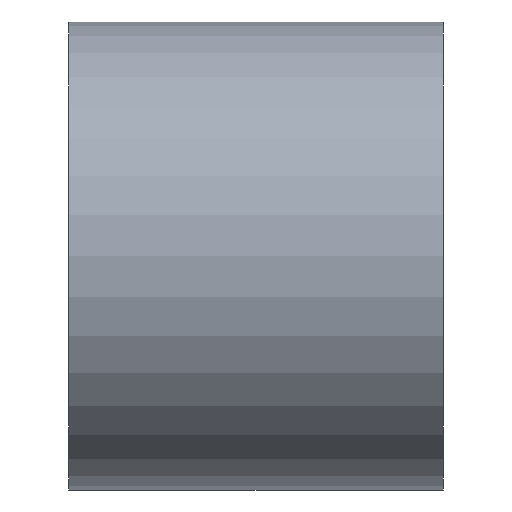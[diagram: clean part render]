
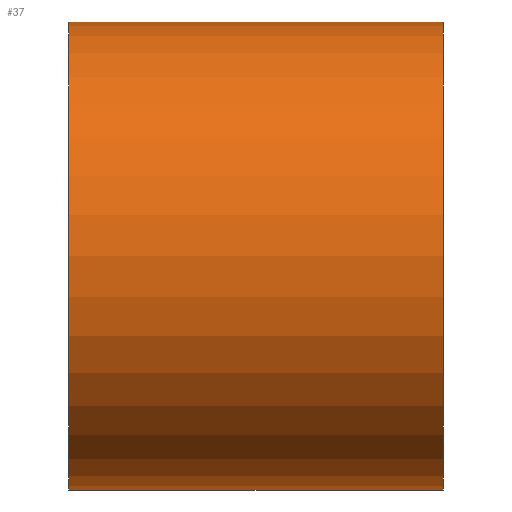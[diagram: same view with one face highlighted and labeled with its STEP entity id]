
A CAD part, front view. The second image highlights one B-rep face of the part: STEP entity #37.
In plain terms, the highlighted cylindrical face has radius 3.969 mm (diameter 7.938 mm), a partial arc.
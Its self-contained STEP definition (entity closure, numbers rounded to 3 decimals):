
#11 = FACE_OUTER_BOUND ( 'NONE', #66, .T. ) ;
#37 = ADVANCED_FACE ( 'NONE', ( #11 ), #212, .T. ) ;
#38 = CARTESIAN_POINT ( 'NONE',  ( 6.35, 0., -3.969 ) ) ;
#66 = EDGE_LOOP ( 'NONE', ( #103, #177, #72, #115 ) ) ;
#72 = ORIENTED_EDGE ( 'NONE', *, *, #182, .T. ) ;
#76 = DIRECTION ( 'NONE',  ( -1., 0., 0. ) ) ;
#77 = AXIS2_PLACEMENT_3D ( 'NONE', #214, #131, #129 ) ;
#80 = EDGE_CURVE ( 'NONE', #122, #154, #135, .T. ) ;
#90 = DIRECTION ( 'NONE',  ( -1., 0., 0. ) ) ;
#103 = ORIENTED_EDGE ( 'NONE', *, *, #171, .F. ) ;
#115 = ORIENTED_EDGE ( 'NONE', *, *, #80, .T. ) ;
#117 = VERTEX_POINT ( 'NONE', #183 ) ;
#122 = VERTEX_POINT ( 'NONE', #172 ) ;
#126 = CARTESIAN_POINT ( 'NONE',  ( 6.35, 0., 3.969 ) ) ;
#127 = LINE ( 'NONE', #38, #201 ) ;
#129 = DIRECTION ( 'NONE',  ( 0., 0., -1. ) ) ;
#131 = DIRECTION ( 'NONE',  ( 1., 0., 0. ) ) ;
#135 = CIRCLE ( 'NONE', #148, 3.969 ) ;
#136 = AXIS2_PLACEMENT_3D ( 'NONE', #158, #90, #170 ) ;
#142 = VERTEX_POINT ( 'NONE', #126 ) ;
#148 = AXIS2_PLACEMENT_3D ( 'NONE', #207, #206, #199 ) ;
#154 = VERTEX_POINT ( 'NONE', #210 ) ;
#158 = CARTESIAN_POINT ( 'NONE',  ( 6.35, 0., 0. ) ) ;
#168 = CIRCLE ( 'NONE', #77, 3.969 ) ;
#170 = DIRECTION ( 'NONE',  ( 0., 0., 1. ) ) ;
#171 = EDGE_CURVE ( 'NONE', #117, #154, #127, .T. ) ;
#172 = CARTESIAN_POINT ( 'NONE',  ( 0., 0., 3.969 ) ) ;
#176 = VECTOR ( 'NONE', #187, 1000. ) ;
#177 = ORIENTED_EDGE ( 'NONE', *, *, #189, .F. ) ;
#180 = LINE ( 'NONE', #190, #176 ) ;
#182 = EDGE_CURVE ( 'NONE', #142, #122, #180, .T. ) ;
#183 = CARTESIAN_POINT ( 'NONE',  ( 6.35, 0., -3.969 ) ) ;
#187 = DIRECTION ( 'NONE',  ( -1., 0., 0. ) ) ;
#189 = EDGE_CURVE ( 'NONE', #142, #117, #168, .T. ) ;
#190 = CARTESIAN_POINT ( 'NONE',  ( 6.35, 0., 3.969 ) ) ;
#199 = DIRECTION ( 'NONE',  ( 0., 0., -1. ) ) ;
#201 = VECTOR ( 'NONE', #76, 1000. ) ;
#206 = DIRECTION ( 'NONE',  ( 1., 0., 0. ) ) ;
#207 = CARTESIAN_POINT ( 'NONE',  ( 0., 0., 0. ) ) ;
#210 = CARTESIAN_POINT ( 'NONE',  ( 0., 0., -3.969 ) ) ;
#212 = CYLINDRICAL_SURFACE ( 'NONE', #136, 3.969 ) ;
#214 = CARTESIAN_POINT ( 'NONE',  ( 6.35, 0., 0. ) ) ;
